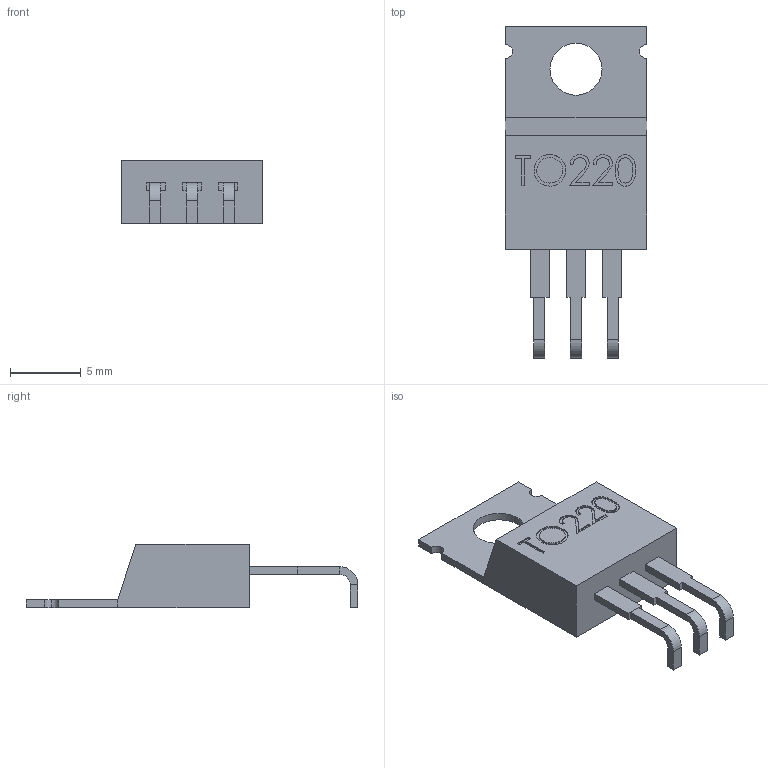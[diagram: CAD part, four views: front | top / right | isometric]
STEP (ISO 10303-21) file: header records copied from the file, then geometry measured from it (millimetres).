
FILE_DESCRIPTION (( 'STEP AP214' ), '1' );
FILE_NAME ('TO220 (bend) 2.STEP', '2023-04-26T08:06:35', ( '' ), ( '' ), 'SwSTEP 2.0', 'SolidWorks 2021', '' );
FILE_SCHEMA (( 'AUTOMOTIVE_DESIGN' ));
Length unit declared in the file: millimetre
Products named in the file (1): TO220 (bend) 2
Bounding box: 9.97 x 23.42 x 4.45 mm (x, y, z)
Volume: 430.9 mm3; surface area: 650.6 mm2
Topology: 2 solids, 2 shells, 140 faces, 348 edges, 222 vertices
Faces by surface type: plane 100, bspline 29, cylinder 11
Entity records: 7032 total; most frequent: CARTESIAN_POINT 3020, ORIENTED_EDGE 696, DIRECTION 536, EDGE_CURVE 348, LINE 268, VECTOR 268, VERTEX_POINT 222, EDGE_LOOP 152
